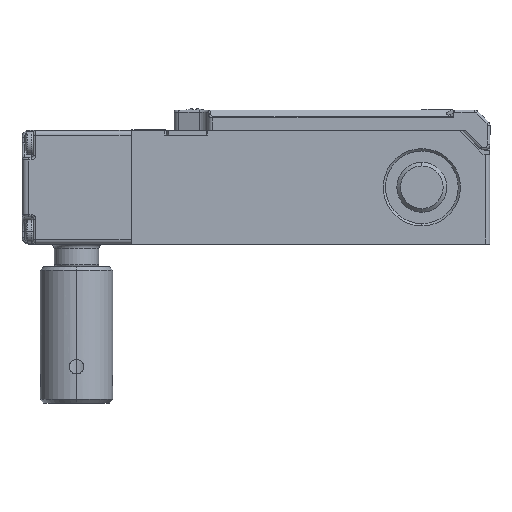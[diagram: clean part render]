
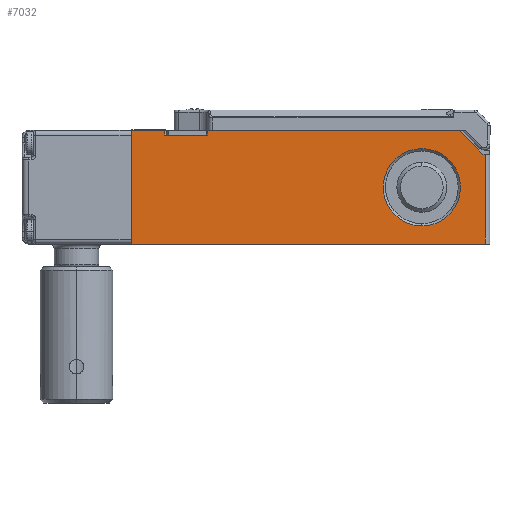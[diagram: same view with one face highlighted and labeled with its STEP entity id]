
A CAD part, left-side view. The second image highlights one B-rep face of the part: STEP entity #7032.
In plain terms, the highlighted planar face has unit normal (-1, 0, 0).
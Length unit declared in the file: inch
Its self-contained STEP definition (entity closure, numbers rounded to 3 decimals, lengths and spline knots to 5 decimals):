
#208 = CARTESIAN_POINT ( 'NONE',  ( -0.49213, 2.44882, 0.94488 ) ) ;
#429 = PLANE ( 'NONE',  #52280 ) ;
#1724 = LINE ( 'NONE', #208, #8633 ) ;
#2132 = CARTESIAN_POINT ( 'NONE',  ( -0.49213, 0.59055, 0.49213 ) ) ;
#2778 = ORIENTED_EDGE ( 'NONE', *, *, #39639, .F. ) ;
#2919 = VERTEX_POINT ( 'NONE', #62161 ) ;
#3466 = EDGE_CURVE ( 'NONE', #24708, #20084, #58233, .T. ) ;
#4742 = VECTOR ( 'NONE', #27970, 39.37008 ) ;
#5565 = DIRECTION ( 'NONE',  ( 0., 0., 1. ) ) ;
#6546 = LINE ( 'NONE', #56001, #56794 ) ;
#6711 = ORIENTED_EDGE ( 'NONE', *, *, #56939, .F. ) ;
#7032 = ADVANCED_FACE ( 'NONE', ( #16143, #54887 ), #429, .F. ) ;
#7076 = DIRECTION ( 'NONE',  ( 0., 1., 0. ) ) ;
#8633 = VECTOR ( 'NONE', #58772, 39.37008 ) ;
#10066 = AXIS2_PLACEMENT_3D ( 'NONE', #2132, #36431, #7076 ) ;
#10150 = CARTESIAN_POINT ( 'NONE',  ( -0.49213, 0.03937, 0.98425 ) ) ;
#12092 = CARTESIAN_POINT ( 'NONE',  ( -0.49213, 0.26772, 0.98425 ) ) ;
#12714 = CARTESIAN_POINT ( 'NONE',  ( -0.49213, 2.44882, 0.94488 ) ) ;
#13179 = LINE ( 'NONE', #27948, #23148 ) ;
#13978 = DIRECTION ( 'NONE',  ( 0., -1., 0. ) ) ;
#14686 = AXIS2_PLACEMENT_3D ( 'NONE', #17810, #51819, #22758 ) ;
#15283 = DIRECTION ( 'NONE',  ( 1., 0., 0. ) ) ;
#16143 = FACE_BOUND ( 'NONE', #27178, .T. ) ;
#16583 = VECTOR ( 'NONE', #21562, 39.37008 ) ;
#16631 = CARTESIAN_POINT ( 'NONE',  ( -0.49213, 3.11024, 0.98425 ) ) ;
#16691 = EDGE_CURVE ( 'NONE', #2919, #38561, #62500, .T. ) ;
#17028 = DIRECTION ( 'NONE',  ( 0., -0.707, -0.707 ) ) ;
#17108 = CARTESIAN_POINT ( 'NONE',  ( -0.49213, 2.81734, 0.94488 ) ) ;
#17444 = VECTOR ( 'NONE', #49111, 39.37008 ) ;
#17810 = CARTESIAN_POINT ( 'NONE',  ( -0.49213, 0.59055, 0.49213 ) ) ;
#18033 = CARTESIAN_POINT ( 'NONE',  ( -0.49213, 0.59055, 0.82677 ) ) ;
#18289 = DIRECTION ( 'NONE',  ( 0., 0., -1. ) ) ;
#18313 = ORIENTED_EDGE ( 'NONE', *, *, #40837, .F. ) ;
#18502 = CARTESIAN_POINT ( 'NONE',  ( -0.49213, 0.03937, 0. ) ) ;
#18623 = EDGE_CURVE ( 'NONE', #20084, #24708, #26708, .T. ) ;
#18672 = LINE ( 'NONE', #30038, #30181 ) ;
#20084 = VERTEX_POINT ( 'NONE', #29833 ) ;
#21562 = DIRECTION ( 'NONE',  ( 0., 1., 0. ) ) ;
#22696 = ORIENTED_EDGE ( 'NONE', *, *, #47247, .T. ) ;
#22758 = DIRECTION ( 'NONE',  ( 0., 1., 0. ) ) ;
#23148 = VECTOR ( 'NONE', #18289, 39.37008 ) ;
#24708 = VERTEX_POINT ( 'NONE', #18033 ) ;
#24961 = ORIENTED_EDGE ( 'NONE', *, *, #31889, .T. ) ;
#26500 = ORIENTED_EDGE ( 'NONE', *, *, #62178, .T. ) ;
#26708 = CIRCLE ( 'NONE', #10066, 0.33465 ) ;
#27039 = DIRECTION ( 'NONE',  ( 0., -1., 0. ) ) ;
#27178 = EDGE_LOOP ( 'NONE', ( #55885, #55189 ) ) ;
#27764 = VERTEX_POINT ( 'NONE', #39939 ) ;
#27948 = CARTESIAN_POINT ( 'NONE',  ( -0.49213, 3.11024, 0.98425 ) ) ;
#27970 = DIRECTION ( 'NONE',  ( 0., -1., 0. ) ) ;
#29833 = CARTESIAN_POINT ( 'NONE',  ( -0.49213, 0.59055, 0.15748 ) ) ;
#30038 = CARTESIAN_POINT ( 'NONE',  ( -0.49213, 2.81734, 0.98425 ) ) ;
#30181 = VECTOR ( 'NONE', #5565, 39.37008 ) ;
#30504 = LINE ( 'NONE', #10150, #17444 ) ;
#31416 = VERTEX_POINT ( 'NONE', #51751 ) ;
#31889 = EDGE_CURVE ( 'NONE', #47060, #45170, #42492, .T. ) ;
#33126 = CARTESIAN_POINT ( 'NONE',  ( -0.49213, 2.81734, 0.98425 ) ) ;
#34338 = EDGE_CURVE ( 'NONE', #52536, #36073, #55030, .T. ) ;
#35634 = LINE ( 'NONE', #57728, #46921 ) ;
#36073 = VERTEX_POINT ( 'NONE', #12714 ) ;
#36196 = VERTEX_POINT ( 'NONE', #18502 ) ;
#36431 = DIRECTION ( 'NONE',  ( 1., 0., 0. ) ) ;
#37773 = CARTESIAN_POINT ( 'NONE',  ( -0.49213, 2.79528, 0.94488 ) ) ;
#38561 = VERTEX_POINT ( 'NONE', #51341 ) ;
#39639 = EDGE_CURVE ( 'NONE', #38561, #31416, #35634, .T. ) ;
#39693 = DIRECTION ( 'NONE',  ( 0., -1., 0. ) ) ;
#39939 = CARTESIAN_POINT ( 'NONE',  ( -0.49213, 2.44882, 0.98425 ) ) ;
#40837 = EDGE_CURVE ( 'NONE', #36073, #27764, #1724, .T. ) ;
#41276 = ORIENTED_EDGE ( 'NONE', *, *, #34338, .F. ) ;
#42492 = LINE ( 'NONE', #16631, #16583 ) ;
#43848 = VERTEX_POINT ( 'NONE', #53087 ) ;
#44262 = CARTESIAN_POINT ( 'NONE',  ( -0.49213, 3.11024, 0.98425 ) ) ;
#44803 = ORIENTED_EDGE ( 'NONE', *, *, #55728, .T. ) ;
#45170 = VERTEX_POINT ( 'NONE', #60839 ) ;
#46921 = VECTOR ( 'NONE', #13978, 39.37008 ) ;
#47060 = VERTEX_POINT ( 'NONE', #33126 ) ;
#47247 = EDGE_CURVE ( 'NONE', #43848, #36196, #60635, .T. ) ;
#49111 = DIRECTION ( 'NONE',  ( 0., 0., 1. ) ) ;
#49302 = DIRECTION ( 'NONE',  ( 0., 1., 0. ) ) ;
#49987 = EDGE_LOOP ( 'NONE', ( #51450, #24961, #26500, #22696, #44803, #2778, #62956, #6711, #18313, #41276 ) ) ;
#51335 = EDGE_CURVE ( 'NONE', #52536, #47060, #18672, .T. ) ;
#51341 = CARTESIAN_POINT ( 'NONE',  ( -0.49213, 0.06299, 0.77953 ) ) ;
#51450 = ORIENTED_EDGE ( 'NONE', *, *, #51335, .T. ) ;
#51751 = CARTESIAN_POINT ( 'NONE',  ( -0.49213, 0.03937, 0.77953 ) ) ;
#51819 = DIRECTION ( 'NONE',  ( 1., 0., 0. ) ) ;
#52280 = AXIS2_PLACEMENT_3D ( 'NONE', #44262, #15283, #49302 ) ;
#52536 = VERTEX_POINT ( 'NONE', #17108 ) ;
#53087 = CARTESIAN_POINT ( 'NONE',  ( -0.49213, 3.11024, 0. ) ) ;
#54887 = FACE_OUTER_BOUND ( 'NONE', #49987, .T. ) ;
#55030 = LINE ( 'NONE', #37773, #4742 ) ;
#55189 = ORIENTED_EDGE ( 'NONE', *, *, #18623, .T. ) ;
#55728 = EDGE_CURVE ( 'NONE', #36196, #31416, #30504, .T. ) ;
#55885 = ORIENTED_EDGE ( 'NONE', *, *, #3466, .T. ) ;
#56001 = CARTESIAN_POINT ( 'NONE',  ( -0.49213, 3.11024, 0.98425 ) ) ;
#56794 = VECTOR ( 'NONE', #27039, 39.37008 ) ;
#56939 = EDGE_CURVE ( 'NONE', #27764, #2919, #6546, .T. ) ;
#57658 = VECTOR ( 'NONE', #39693, 39.37008 ) ;
#57728 = CARTESIAN_POINT ( 'NONE',  ( -0.49213, 0.06299, 0.77953 ) ) ;
#58233 = CIRCLE ( 'NONE', #14686, 0.33465 ) ;
#58772 = DIRECTION ( 'NONE',  ( 0., 0., 1. ) ) ;
#58853 = CARTESIAN_POINT ( 'NONE',  ( -0.49213, 3.11024, 0. ) ) ;
#60635 = LINE ( 'NONE', #58853, #57658 ) ;
#60839 = CARTESIAN_POINT ( 'NONE',  ( -0.49213, 3.11024, 0.98425 ) ) ;
#60975 = VECTOR ( 'NONE', #17028, 39.37008 ) ;
#62161 = CARTESIAN_POINT ( 'NONE',  ( -0.49213, 0.26772, 0.98425 ) ) ;
#62178 = EDGE_CURVE ( 'NONE', #45170, #43848, #13179, .T. ) ;
#62500 = LINE ( 'NONE', #12092, #60975 ) ;
#62956 = ORIENTED_EDGE ( 'NONE', *, *, #16691, .F. ) ;
